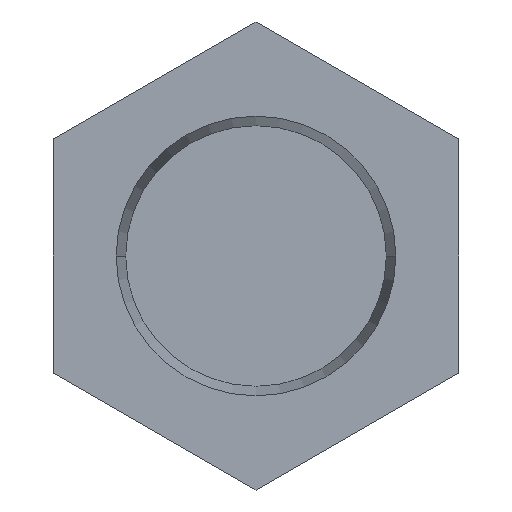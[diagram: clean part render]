
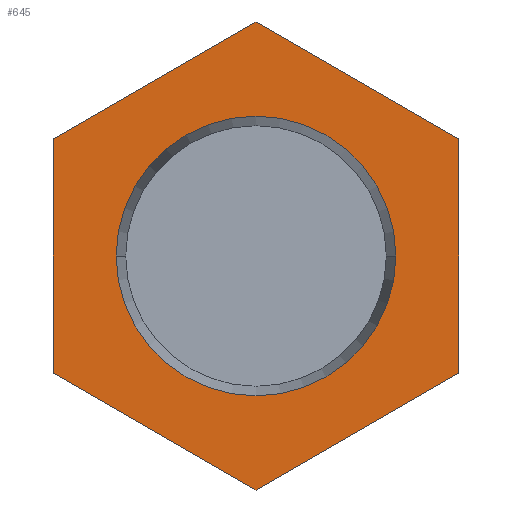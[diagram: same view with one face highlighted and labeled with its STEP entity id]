
A CAD part, front view. The second image highlights one B-rep face of the part: STEP entity #645.
In plain terms, the highlighted planar face has unit normal (0, -1, 0).
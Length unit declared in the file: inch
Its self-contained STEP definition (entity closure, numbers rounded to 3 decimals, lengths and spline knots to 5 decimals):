
#115=DIRECTION('',(0.,0.,1.));
#116=VECTOR('',#115,0.50518);
#117=CARTESIAN_POINT('',(-0.4375,0.,-0.25259));
#118=LINE('',#117,#116);
#123=DIRECTION('',(0.866,0.,0.5));
#124=VECTOR('',#123,0.50518);
#125=CARTESIAN_POINT('',(-0.4375,0.,0.25259));
#126=LINE('',#125,#124);
#130=DIRECTION('',(0.866,0.,-0.5));
#131=VECTOR('',#130,0.50518);
#132=CARTESIAN_POINT('',(0.,0.,0.50518));
#133=LINE('',#132,#131);
#137=DIRECTION('',(0.,0.,-1.));
#138=VECTOR('',#137,0.50518);
#139=CARTESIAN_POINT('',(0.4375,0.,0.25259));
#140=LINE('',#139,#138);
#144=DIRECTION('',(-0.866,0.,-0.5));
#145=VECTOR('',#144,0.50518);
#146=CARTESIAN_POINT('',(0.4375,0.,-0.25259));
#147=LINE('',#146,#145);
#151=DIRECTION('',(-0.866,0.,0.5));
#152=VECTOR('',#151,0.50518);
#153=CARTESIAN_POINT('',(0.,0.,-0.50518));
#154=LINE('',#153,#152);
#472=CARTESIAN_POINT('',(0.,0.,0.));
#473=DIRECTION('',(0.,1.,0.));
#474=DIRECTION('',(-1.,0.,0.));
#475=AXIS2_PLACEMENT_3D('',#472,#473,#474);
#502=CARTESIAN_POINT('',(0.,0.,0.));
#503=DIRECTION('',(0.,1.,0.));
#504=DIRECTION('',(1.,0.,0.));
#505=AXIS2_PLACEMENT_3D('',#502,#503,#504);
#548=CARTESIAN_POINT('',(-0.4375,0.,-0.25259));
#549=CARTESIAN_POINT('',(-0.4375,0.,0.25259));
#550=VERTEX_POINT('',#548);
#551=VERTEX_POINT('',#549);
#552=CARTESIAN_POINT('',(0.,0.,0.50518));
#553=VERTEX_POINT('',#552);
#554=CARTESIAN_POINT('',(0.4375,0.,0.25259));
#555=VERTEX_POINT('',#554);
#556=CARTESIAN_POINT('',(0.4375,0.,-0.25259));
#557=VERTEX_POINT('',#556);
#558=CARTESIAN_POINT('',(0.,0.,-0.50518));
#559=VERTEX_POINT('',#558);
#612=CARTESIAN_POINT('',(0.30187,0.,0.));
#613=CARTESIAN_POINT('',(-0.30187,0.,0.));
#614=VERTEX_POINT('',#612);
#615=VERTEX_POINT('',#613);
#620=CARTESIAN_POINT('',(0.,0.,0.));
#621=DIRECTION('',(0.,1.,0.));
#622=DIRECTION('',(0.,0.,1.));
#623=AXIS2_PLACEMENT_3D('',#620,#621,#622);
#624=PLANE('',#623);
#626=ORIENTED_EDGE('',*,*,#625,.T.);
#628=ORIENTED_EDGE('',*,*,#627,.T.);
#630=ORIENTED_EDGE('',*,*,#629,.T.);
#632=ORIENTED_EDGE('',*,*,#631,.T.);
#634=ORIENTED_EDGE('',*,*,#633,.T.);
#636=ORIENTED_EDGE('',*,*,#635,.T.);
#637=EDGE_LOOP('',(#626,#628,#630,#632,#634,#636));
#638=FACE_OUTER_BOUND('',#637,.F.);
#640=ORIENTED_EDGE('',*,*,#639,.F.);
#642=ORIENTED_EDGE('',*,*,#641,.F.);
#643=EDGE_LOOP('',(#640,#642));
#644=FACE_BOUND('',#643,.F.);
#645=ADVANCED_FACE('',(#638,#644),#624,.F.);
#476=CIRCLE('',#475,0.30187);
#506=CIRCLE('',#505,0.30187);
#625=EDGE_CURVE('',#550,#551,#118,.T.);
#627=EDGE_CURVE('',#551,#553,#126,.T.);
#629=EDGE_CURVE('',#553,#555,#133,.T.);
#631=EDGE_CURVE('',#555,#557,#140,.T.);
#633=EDGE_CURVE('',#557,#559,#147,.T.);
#635=EDGE_CURVE('',#559,#550,#154,.T.);
#639=EDGE_CURVE('',#615,#614,#476,.T.);
#641=EDGE_CURVE('',#614,#615,#506,.T.);
